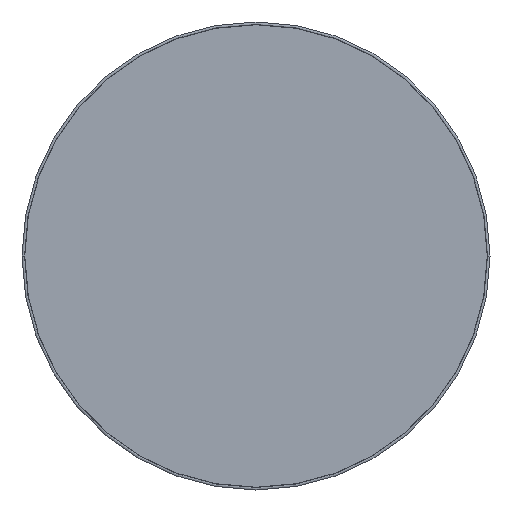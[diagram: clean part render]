
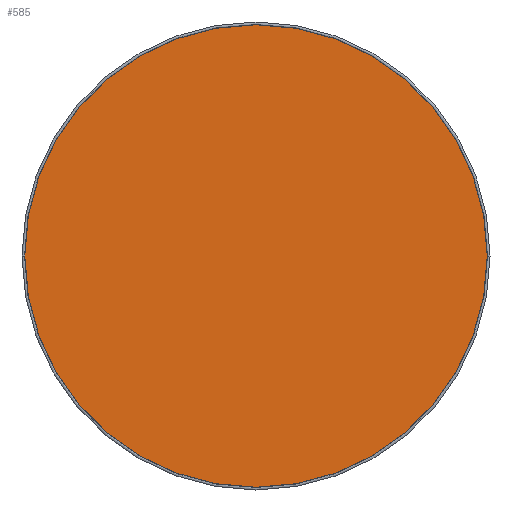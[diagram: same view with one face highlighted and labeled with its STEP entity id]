
A CAD part, front view. The second image highlights one B-rep face of the part: STEP entity #585.
In plain terms, the highlighted planar face has unit normal (0, -1, 0).
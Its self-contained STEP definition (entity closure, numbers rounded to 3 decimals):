
#585 = ADVANCED_FACE( '', ( #1457 ), #1458, .T. );
#1457 = FACE_OUTER_BOUND( '', #3173, .T. );
#1458 = PLANE( '', #3174 );
#3173 = EDGE_LOOP( '', ( #6582 ) );
#3174 = AXIS2_PLACEMENT_3D( '', #6583, #6584, #6585 );
#6582 = ORIENTED_EDGE( '', *, *, #9257, .T. );
#6583 = CARTESIAN_POINT( '', ( 0., 16., 0. ) );
#6584 = DIRECTION( '', ( 0., -1., 0. ) );
#6585 = DIRECTION( '', ( 1., 0., 0. ) );
#9257 = EDGE_CURVE( '', #10745, #10745, #10746, .T. );
#10745 = VERTEX_POINT( '', #12980 );
#10746 = CIRCLE( '', #12981, 24.852 );
#12980 = CARTESIAN_POINT( '', ( 24.852, 16., 0. ) );
#12981 = AXIS2_PLACEMENT_3D( '', #17477, #17478, #17479 );
#17477 = CARTESIAN_POINT( '', ( 0., 16., 0. ) );
#17478 = DIRECTION( '', ( 0., -1., 0. ) );
#17479 = DIRECTION( '', ( 1., 0., 0. ) );
